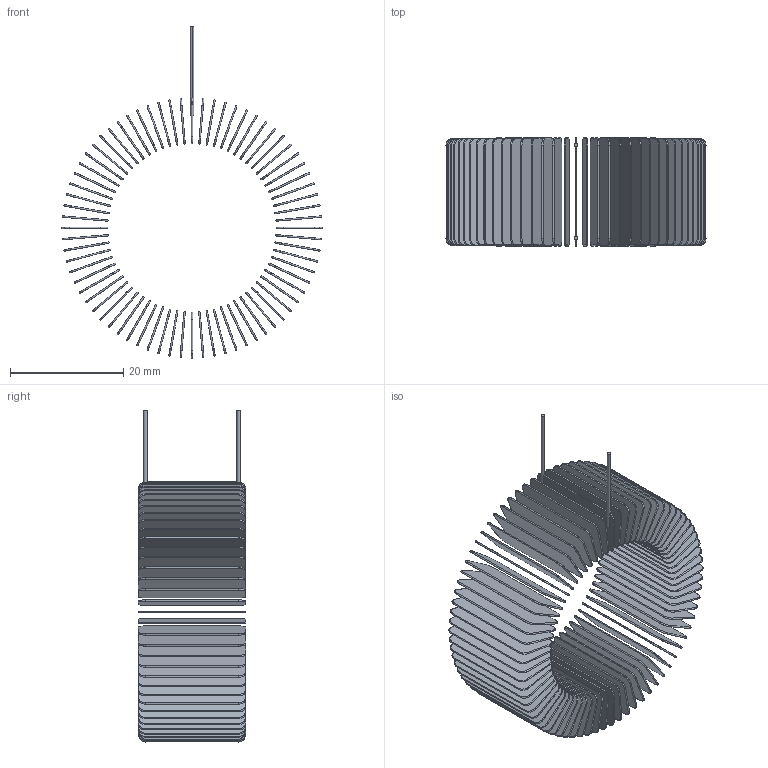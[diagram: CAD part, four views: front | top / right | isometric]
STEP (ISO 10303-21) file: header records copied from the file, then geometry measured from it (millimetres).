
FILE_DESCRIPTION((''),'2;1');
FILE_NAME('5706-RC','2012-08-14T',('ryans'),('Bourns, Inc.'),'PRO/ENGINEER BY PARAMETRIC TECHNOLOGY CORPORATION, 2010100','PRO/ENGINEER BY PARAMETRIC TECHNOLOGY CORPORATION, 2010100','');
FILE_SCHEMA(('CONFIG_CONTROL_DESIGN'));
Length unit declared in the file: inch
Products named in the file (1): 5706-RC
Bounding box: 46.02 x 19.05 x 58.72 mm (x, y, z)
Volume: 2789.5 mm3; surface area: 22694.4 mm2
Topology: 72 solids, 72 shells, 730 faces, 1758 edges, 1172 vertices
Faces by surface type: cylinder 292, torus 288, plane 150
Entity records: 21874 total; most frequent: DIRECTION 4368, CARTESIAN_POINT 3712, ORIENTED_EDGE 3516, AXIS2_PLACEMENT_3D 1888, EDGE_CURVE 1758, VERTEX_POINT 1172, CIRCLE 1158, EDGE_LOOP 730
